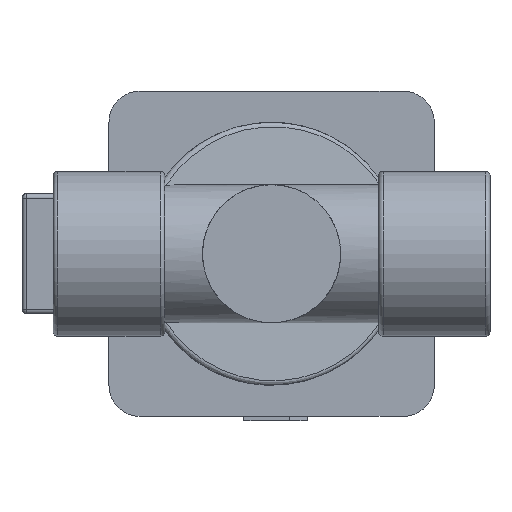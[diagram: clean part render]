
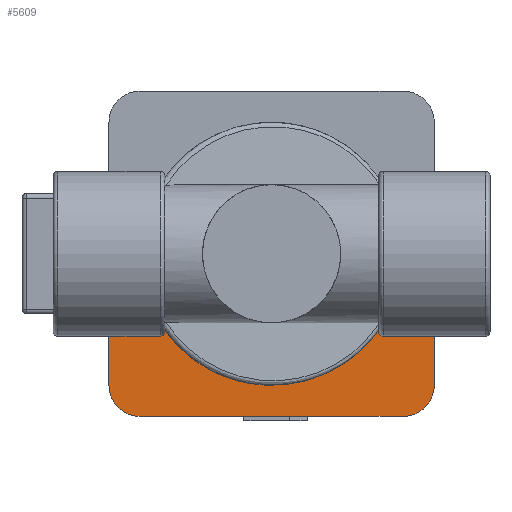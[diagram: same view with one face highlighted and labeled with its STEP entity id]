
A CAD part, front view. The second image highlights one B-rep face of the part: STEP entity #5609.
In plain terms, the highlighted planar face has unit normal (0, -1, 0).
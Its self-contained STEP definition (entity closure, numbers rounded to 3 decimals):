
#160=CIRCLE('',#5930,1.);
#162=CIRCLE('',#5934,1.);
#193=CIRCLE('',#6012,29.5);
#194=CIRCLE('',#6014,7.);
#195=CIRCLE('',#6015,7.);
#478=LINE('',#8411,#1008);
#492=LINE('',#8551,#1022);
#505=LINE('',#8752,#1035);
#546=LINE('',#8936,#1076);
#547=LINE('',#8941,#1077);
#548=LINE('',#8945,#1078);
#549=LINE('',#8948,#1079);
#1008=VECTOR('',#6533,10.);
#1022=VECTOR('',#6567,10.);
#1035=VECTOR('',#6650,10.);
#1076=VECTOR('',#6759,10.);
#1077=VECTOR('',#6766,10.);
#1078=VECTOR('',#6769,10.);
#1079=VECTOR('',#6772,10.);
#1553=PLANE('',#6013);
#1787=FACE_OUTER_BOUND('',#2122,.T.);
#2122=EDGE_LOOP('',(#4117,#4118,#4119,#4120,#4121,#4122,#4123,#4124,#4125,
#4126,#4127,#4128));
#2513=VERTEX_POINT('',#8404);
#2514=VERTEX_POINT('',#8406);
#2515=VERTEX_POINT('',#8410);
#2521=VERTEX_POINT('',#8471);
#2522=VERTEX_POINT('',#8473);
#2533=VERTEX_POINT('',#8549);
#2560=VERTEX_POINT('',#8751);
#2595=VERTEX_POINT('',#8934);
#2596=VERTEX_POINT('',#8940);
#2597=VERTEX_POINT('',#8942);
#2598=VERTEX_POINT('',#8944);
#2599=VERTEX_POINT('',#8946);
#3070=EDGE_CURVE('',#2513,#2514,#160,.F.);
#3072=EDGE_CURVE('',#2515,#2514,#478,.T.);
#3080=EDGE_CURVE('',#2521,#2522,#162,.F.);
#3096=EDGE_CURVE('',#2521,#2533,#492,.T.);
#3134=EDGE_CURVE('',#2560,#2522,#505,.T.);
#3189=EDGE_CURVE('',#2513,#2595,#546,.T.);
#3190=EDGE_CURVE('',#2533,#2515,#193,.T.);
#3191=EDGE_CURVE('',#2596,#2595,#547,.T.);
#3192=EDGE_CURVE('',#2597,#2596,#194,.T.);
#3193=EDGE_CURVE('',#2598,#2597,#548,.T.);
#3194=EDGE_CURVE('',#2599,#2598,#195,.T.);
#3195=EDGE_CURVE('',#2560,#2599,#549,.T.);
#4117=ORIENTED_EDGE('',*,*,#3072,.T.);
#4118=ORIENTED_EDGE('',*,*,#3070,.F.);
#4119=ORIENTED_EDGE('',*,*,#3189,.T.);
#4120=ORIENTED_EDGE('',*,*,#3191,.F.);
#4121=ORIENTED_EDGE('',*,*,#3192,.F.);
#4122=ORIENTED_EDGE('',*,*,#3193,.F.);
#4123=ORIENTED_EDGE('',*,*,#3194,.F.);
#4124=ORIENTED_EDGE('',*,*,#3195,.F.);
#4125=ORIENTED_EDGE('',*,*,#3134,.T.);
#4126=ORIENTED_EDGE('',*,*,#3080,.F.);
#4127=ORIENTED_EDGE('',*,*,#3096,.T.);
#4128=ORIENTED_EDGE('',*,*,#3190,.T.);
#5609=ADVANCED_FACE('',(#1787),#1553,.F.);
#5930=AXIS2_PLACEMENT_3D('',#8407,#6528,#6529);
#5934=AXIS2_PLACEMENT_3D('',#8474,#6542,#6543);
#6012=AXIS2_PLACEMENT_3D('',#8938,#6762,#6763);
#6013=AXIS2_PLACEMENT_3D('',#8939,#6764,#6765);
#6014=AXIS2_PLACEMENT_3D('',#8943,#6767,#6768);
#6015=AXIS2_PLACEMENT_3D('',#8947,#6770,#6771);
#6528=DIRECTION('center_axis',(0.,1.,0.));
#6529=DIRECTION('ref_axis',(0.707,0.,-0.707));
#6533=DIRECTION('',(0.,0.,-1.));
#6542=DIRECTION('center_axis',(0.,1.,0.));
#6543=DIRECTION('ref_axis',(-0.707,0.,-0.707));
#6567=DIRECTION('',(0.,0.,1.));
#6650=DIRECTION('',(-1.,0.,0.));
#6759=DIRECTION('',(-1.,0.,0.));
#6762=DIRECTION('center_axis',(0.,1.,0.));
#6763=DIRECTION('ref_axis',(1.,0.,0.));
#6764=DIRECTION('center_axis',(0.,1.,0.));
#6765=DIRECTION('ref_axis',(0.,0.,1.));
#6766=DIRECTION('',(0.,0.,1.));
#6767=DIRECTION('center_axis',(0.,1.,0.));
#6768=DIRECTION('ref_axis',(0.,0.,-1.));
#6769=DIRECTION('',(-1.,0.,0.));
#6770=DIRECTION('center_axis',(0.,1.,0.));
#6771=DIRECTION('ref_axis',(1.,0.,0.));
#6772=DIRECTION('',(0.,0.,-1.));
#8404=CARTESIAN_POINT('',(-25.,0.,-18.499));
#8406=CARTESIAN_POINT('',(-24.,0.,-17.499));
#8407=CARTESIAN_POINT('Origin',(-25.,0.,-17.499));
#8410=CARTESIAN_POINT('',(-24.,0.,-17.154));
#8411=CARTESIAN_POINT('',(-24.,0.,0.));
#8471=CARTESIAN_POINT('',(24.,0.,-17.499));
#8473=CARTESIAN_POINT('',(25.,0.,-18.499));
#8474=CARTESIAN_POINT('Origin',(25.,0.,-17.499));
#8549=CARTESIAN_POINT('',(24.,0.,-17.154));
#8551=CARTESIAN_POINT('',(24.,0.,0.));
#8751=CARTESIAN_POINT('',(36.5,0.,-18.499));
#8752=CARTESIAN_POINT('',(24.5,0.,-18.499));
#8934=CARTESIAN_POINT('',(-36.5,0.,-18.499));
#8936=CARTESIAN_POINT('',(-24.5,0.,-18.499));
#8938=CARTESIAN_POINT('Origin',(0.,0.,0.));
#8939=CARTESIAN_POINT('Origin',(0.,0.,0.));
#8940=CARTESIAN_POINT('',(-36.5,0.,-29.5));
#8941=CARTESIAN_POINT('',(-36.5,0.,-29.5));
#8942=CARTESIAN_POINT('',(-29.5,0.,-36.5));
#8943=CARTESIAN_POINT('Origin',(-29.5,0.,-29.5));
#8944=CARTESIAN_POINT('',(29.5,0.,-36.5));
#8945=CARTESIAN_POINT('',(29.5,0.,-36.5));
#8946=CARTESIAN_POINT('',(36.5,0.,-29.5));
#8947=CARTESIAN_POINT('Origin',(29.5,0.,-29.5));
#8948=CARTESIAN_POINT('',(36.5,0.,29.5));
